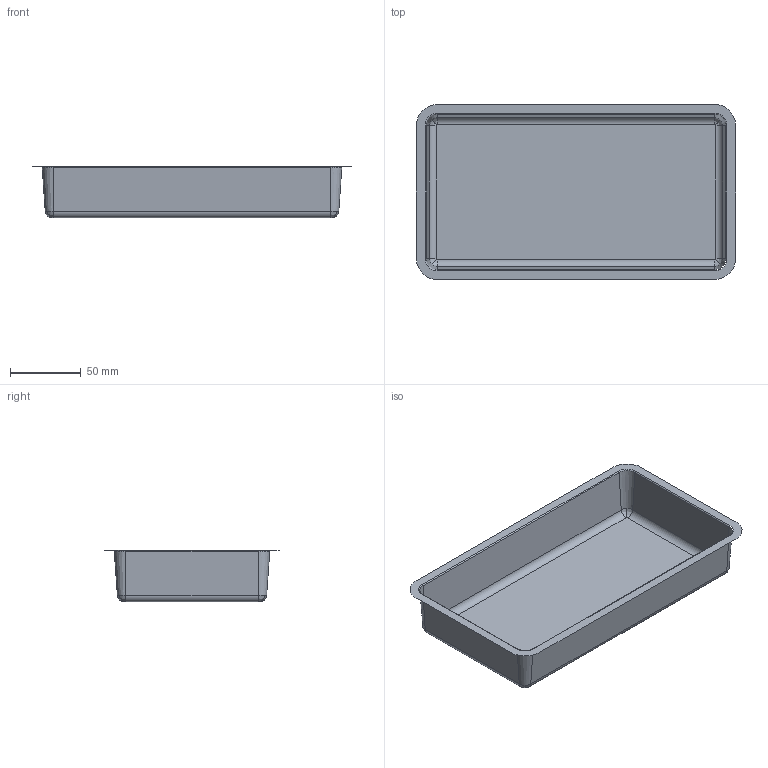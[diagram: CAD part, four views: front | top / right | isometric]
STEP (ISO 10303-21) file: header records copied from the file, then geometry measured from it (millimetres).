
FILE_DESCRIPTION (( 'STEP AP203' ), '1' );
FILE_NAME ('1060-LIN-BOT.STEP', '2005-05-05T23:03:39', ( ' ' ), ( ' ' ), 'SwSTEP 2.0', 'SolidWorks 2004286', '' );
FILE_SCHEMA (( 'CONFIG_CONTROL_DESIGN' ));
Length unit declared in the file: inch
Products named in the file (1): 1060-LIN-BOT
Bounding box: 224.95 x 123.35 x 36.32 mm (x, y, z)
Surface area: 47284.6 mm2 (no closed solid volume)
Topology: 0 solids, 1 shells, 29 faces, 76 edges, 48 vertices
Faces by surface type: bspline 11, cylinder 8, plane 6, cone 4
Entity records: 1382 total; most frequent: CARTESIAN_POINT 659, ORIENTED_EDGE 140, DIRECTION 122, EDGE_CURVE 76, VERTEX_POINT 48, AXIS2_PLACEMENT_3D 47, EDGE_LOOP 30, ADVANCED_FACE 29
